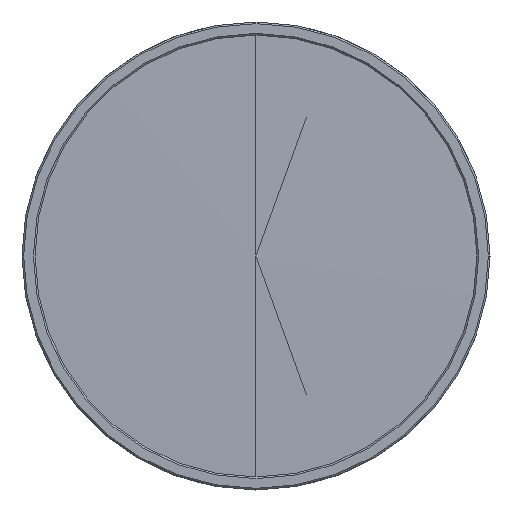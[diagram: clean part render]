
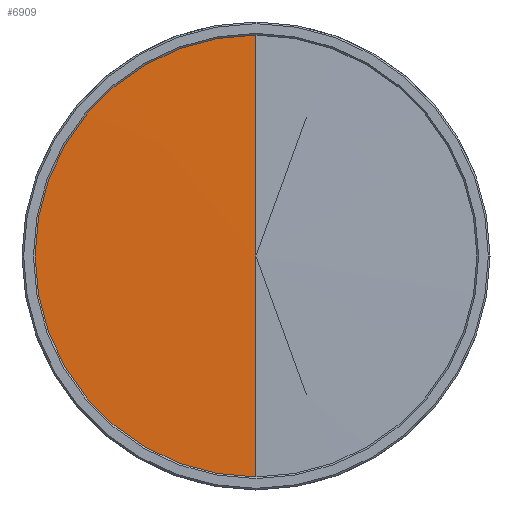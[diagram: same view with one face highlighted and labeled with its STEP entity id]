
A CAD part, left-side view. The second image highlights one B-rep face of the part: STEP entity #6909.
In plain terms, the highlighted conical face has half-angle 89.095 degrees and reference radius 41.271 mm.
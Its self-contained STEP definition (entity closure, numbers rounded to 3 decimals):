
#102 = EDGE_CURVE ( 'NONE', #426, #6797, #4485, .T. ) ;
#228 = CARTESIAN_POINT ( 'NONE',  ( 0.626, 0., 0. ) ) ;
#379 = DIRECTION ( 'NONE',  ( 0., 0., -1. ) ) ;
#426 = VERTEX_POINT ( 'NONE', #3569 ) ;
#822 = FACE_OUTER_BOUND ( 'NONE', #8706, .T. ) ;
#1081 = DIRECTION ( 'NONE',  ( 0.016, 0., 1. ) ) ;
#1958 = CONICAL_SURFACE ( 'NONE', #7488, 41.271, 1.555 ) ;
#2294 = ORIENTED_EDGE ( 'NONE', *, *, #102, .F. ) ;
#2337 = DIRECTION ( 'NONE',  ( 1., 0., 0. ) ) ;
#2471 = EDGE_CURVE ( 'NONE', #426, #4760, #3164, .T. ) ;
#3113 = CARTESIAN_POINT ( 'NONE',  ( 0.626, 0., -39.65 ) ) ;
#3164 = LINE ( 'NONE', #5824, #3278 ) ;
#3278 = VECTOR ( 'NONE', #1081, 1000. ) ;
#3569 = CARTESIAN_POINT ( 'NONE',  ( 0., 0., 0. ) ) ;
#3631 = CARTESIAN_POINT ( 'NONE',  ( 0.652, 0., -41.271 ) ) ;
#3655 = DIRECTION ( 'NONE',  ( 1., 0., 0. ) ) ;
#3680 = CIRCLE ( 'NONE', #6883, 39.65 ) ;
#4302 = CIRCLE ( 'NONE', #7887, 39.65 ) ;
#4485 = LINE ( 'NONE', #3631, #7943 ) ;
#4668 = DIRECTION ( 'NONE',  ( 0., 0., -1. ) ) ;
#4760 = VERTEX_POINT ( 'NONE', #6565 ) ;
#5449 = CARTESIAN_POINT ( 'NONE',  ( 0.652, 0., 0. ) ) ;
#5690 = EDGE_CURVE ( 'NONE', #8753, #4760, #4302, .T. ) ;
#5824 = CARTESIAN_POINT ( 'NONE',  ( 0.652, 0., 41.271 ) ) ;
#5884 = CARTESIAN_POINT ( 'NONE',  ( 0.626, 0., 0. ) ) ;
#6565 = CARTESIAN_POINT ( 'NONE',  ( 0.626, 0., 39.65 ) ) ;
#6797 = VERTEX_POINT ( 'NONE', #3113 ) ;
#6883 = AXIS2_PLACEMENT_3D ( 'NONE', #5884, #2337, #379 ) ;
#6909 = ADVANCED_FACE ( 'NONE', ( #822 ), #1958, .T. ) ;
#7433 = ORIENTED_EDGE ( 'NONE', *, *, #5690, .F. ) ;
#7488 = AXIS2_PLACEMENT_3D ( 'NONE', #5449, #8134, #4668 ) ;
#7670 = ORIENTED_EDGE ( 'NONE', *, *, #8058, .F. ) ;
#7887 = AXIS2_PLACEMENT_3D ( 'NONE', #228, #3655, #8481 ) ;
#7937 = ORIENTED_EDGE ( 'NONE', *, *, #2471, .T. ) ;
#7943 = VECTOR ( 'NONE', #8487, 1000. ) ;
#8058 = EDGE_CURVE ( 'NONE', #6797, #8753, #3680, .T. ) ;
#8134 = DIRECTION ( 'NONE',  ( 1., 0., 0. ) ) ;
#8481 = DIRECTION ( 'NONE',  ( 0., 0., -1. ) ) ;
#8487 = DIRECTION ( 'NONE',  ( 0.016, 0., -1. ) ) ;
#8706 = EDGE_LOOP ( 'NONE', ( #2294, #7937, #7433, #7670 ) ) ;
#8753 = VERTEX_POINT ( 'NONE', #8801 ) ;
#8801 = CARTESIAN_POINT ( 'NONE',  ( 0.626, 39.65, 0. ) ) ;
